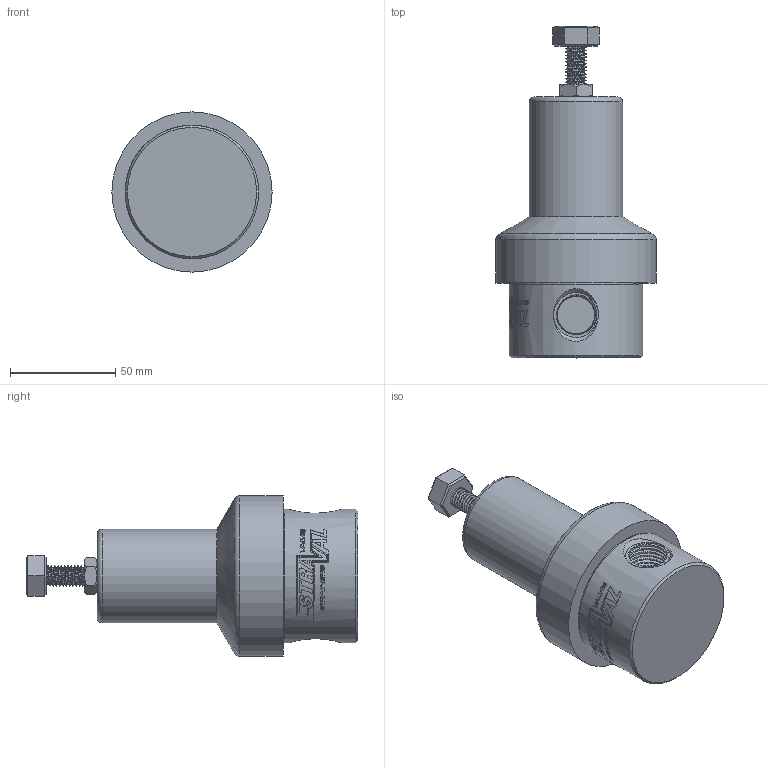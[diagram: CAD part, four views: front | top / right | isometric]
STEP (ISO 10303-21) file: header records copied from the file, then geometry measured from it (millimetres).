
FILE_DESCRIPTION (( 'STEP AP214' ), '1' );
FILE_NAME ('QS57475C-RVI20P-05T-N10801.STEP', '2024-12-11T17:51:10', ( '' ), ( '' ), 'SwSTEP 2.0', 'SolidWorks 2018', '' );
FILE_SCHEMA (( 'AUTOMOTIVE_DESIGN' ));
Length unit declared in the file: inch
Products named in the file (2): QS57475C-RVI20P-05T-N10801
Bounding box: 76.22 x 157.85 x 76.22 mm (x, y, z)
Volume: 323260.1 mm3; surface area: 37380.4 mm2
Topology: 2 solids, 2 shells, 306 faces, 766 edges, 498 vertices
Faces by surface type: plane 136, bspline 111, cylinder 36, cone 21, torus 2
Full cylindrical faces by diameter (mm): 9.023 x1, 10.312 x1, 44.474 x1, 60.63 x1, 60.78 x1, 63.5 x1, 76.224 x1
Entity records: 32242 total; most frequent: CARTESIAN_POINT 23175, ORIENTED_EDGE 1486, DIRECTION 909, EDGE_CURVE 743, VERTEX_POINT 492, B_SPLINE_CURVE_WITH_KNOTS 427, AXIS2_PLACEMENT_3D 411, EDGE_LOOP 359
